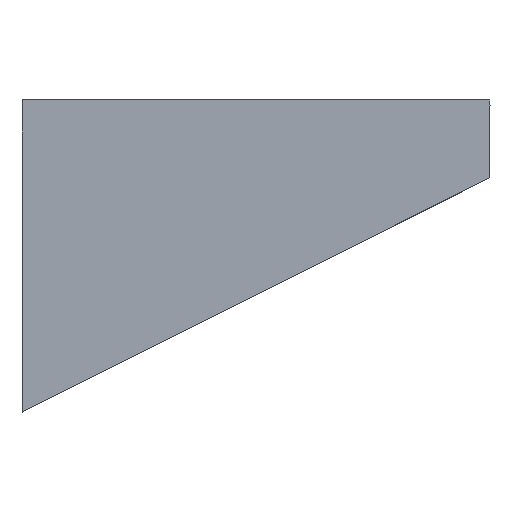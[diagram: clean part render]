
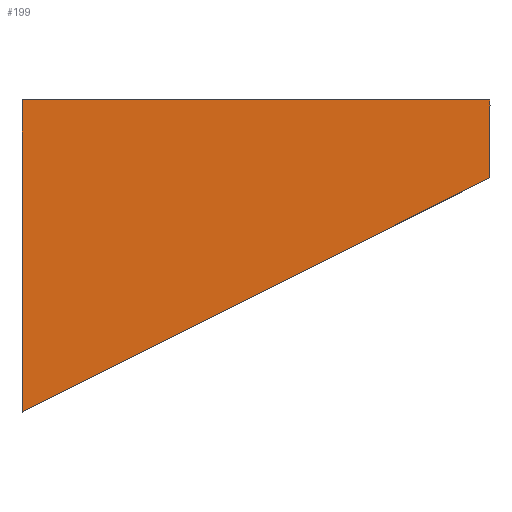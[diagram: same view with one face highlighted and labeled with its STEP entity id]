
A CAD part, top view. The second image highlights one B-rep face of the part: STEP entity #199.
In plain terms, the highlighted planar face has unit normal (0, 0, 1).
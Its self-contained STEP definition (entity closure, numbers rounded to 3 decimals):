
#24 = VECTOR ( 'NONE', #822, 1000. ) ;
#25 = LINE ( 'NONE', #125, #679 ) ;
#28 = PLANE ( 'NONE',  #643 ) ;
#33 = CARTESIAN_POINT ( 'NONE',  ( 0., 0., 1.5 ) ) ;
#49 = DIRECTION ( 'NONE',  ( 0., 0., -1. ) ) ;
#50 = DIRECTION ( 'NONE',  ( -1., 0., 0. ) ) ;
#74 = CARTESIAN_POINT ( 'NONE',  ( 120., 80., 1.5 ) ) ;
#83 = CARTESIAN_POINT ( 'NONE',  ( 0., 80., 1.5 ) ) ;
#125 = CARTESIAN_POINT ( 'NONE',  ( 120., 78.49, 1.5 ) ) ;
#128 = DIRECTION ( 'NONE',  ( 0., -1., 0. ) ) ;
#132 = CARTESIAN_POINT ( 'NONE',  ( 120., 80., 1.5 ) ) ;
#138 = DIRECTION ( 'NONE',  ( 0., 1., 0. ) ) ;
#150 = CARTESIAN_POINT ( 'NONE',  ( 120., 78.49, 1.5 ) ) ;
#165 = CARTESIAN_POINT ( 'NONE',  ( 120., 60., 1.5 ) ) ;
#199 = ADVANCED_FACE ( 'NONE', ( #308 ), #28, .F. ) ;
#206 = CARTESIAN_POINT ( 'NONE',  ( 0., 0., 1.5 ) ) ;
#208 = VERTEX_POINT ( 'NONE', #83 ) ;
#212 = CARTESIAN_POINT ( 'NONE',  ( 0., 78.49, 1.5 ) ) ;
#213 = DIRECTION ( 'NONE',  ( 0., 1., 0. ) ) ;
#244 = EDGE_CURVE ( 'NONE', #346, #824, #25, .T. ) ;
#254 = EDGE_CURVE ( 'NONE', #598, #824, #278, .T. ) ;
#261 = CARTESIAN_POINT ( 'NONE',  ( -2.135, 80., 1.5 ) ) ;
#278 = LINE ( 'NONE', #132, #886 ) ;
#308 = FACE_OUTER_BOUND ( 'NONE', #708, .T. ) ;
#346 = VERTEX_POINT ( 'NONE', #74 ) ;
#404 = EDGE_CURVE ( 'NONE', #208, #346, #910, .T. ) ;
#422 = EDGE_CURVE ( 'NONE', #861, #598, #652, .T. ) ;
#428 = DIRECTION ( 'NONE',  ( 0.894, 0.447, 0. ) ) ;
#444 = VECTOR ( 'NONE', #428, 1000. ) ;
#547 = VECTOR ( 'NONE', #213, 1000. ) ;
#598 = VERTEX_POINT ( 'NONE', #938 ) ;
#603 = ORIENTED_EDGE ( 'NONE', *, *, #892, .F. ) ;
#643 = AXIS2_PLACEMENT_3D ( 'NONE', #33, #49, #50 ) ;
#652 = LINE ( 'NONE', #165, #444 ) ;
#655 = ORIENTED_EDGE ( 'NONE', *, *, #244, .F. ) ;
#679 = VECTOR ( 'NONE', #128, 1000. ) ;
#708 = EDGE_LOOP ( 'NONE', ( #603, #871, #950, #655, #801 ) ) ;
#747 = LINE ( 'NONE', #212, #547 ) ;
#801 = ORIENTED_EDGE ( 'NONE', *, *, #404, .F. ) ;
#822 = DIRECTION ( 'NONE',  ( 1., 0., 0. ) ) ;
#824 = VERTEX_POINT ( 'NONE', #150 ) ;
#861 = VERTEX_POINT ( 'NONE', #206 ) ;
#871 = ORIENTED_EDGE ( 'NONE', *, *, #422, .T. ) ;
#886 = VECTOR ( 'NONE', #138, 1000. ) ;
#892 = EDGE_CURVE ( 'NONE', #861, #208, #747, .T. ) ;
#910 = LINE ( 'NONE', #261, #24 ) ;
#938 = CARTESIAN_POINT ( 'NONE',  ( 120., 60., 1.5 ) ) ;
#950 = ORIENTED_EDGE ( 'NONE', *, *, #254, .T. ) ;
